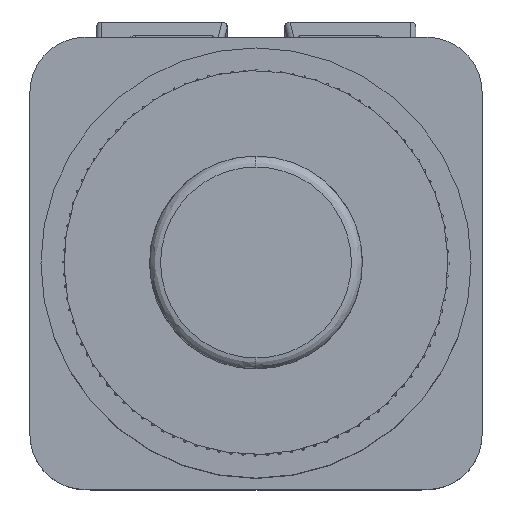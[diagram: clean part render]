
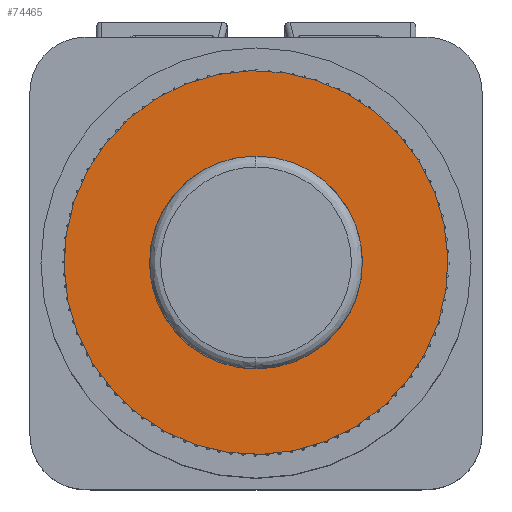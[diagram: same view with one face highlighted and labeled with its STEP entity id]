
A CAD part, top view. The second image highlights one B-rep face of the part: STEP entity #74465.
In plain terms, the highlighted planar face has unit normal (0, 0, 1).
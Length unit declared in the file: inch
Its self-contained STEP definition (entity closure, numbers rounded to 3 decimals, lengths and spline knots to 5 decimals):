
#1396 = ORIENTED_EDGE ( 'NONE', *, *, #76106, .F. ) ;
#6657 = ORIENTED_EDGE ( 'NONE', *, *, #23059, .F. ) ;
#9451 = DIRECTION ( 'NONE',  ( -0.852, -0.524, 0. ) ) ;
#10136 = AXIS2_PLACEMENT_3D ( 'NONE', #71421, #68693, #113950 ) ;
#12270 = AXIS2_PLACEMENT_3D ( 'NONE', #66143, #38157, #100148 ) ;
#14879 = DIRECTION ( 'NONE',  ( -0.852, -0.524, 0. ) ) ;
#15419 = AXIS2_PLACEMENT_3D ( 'NONE', #42664, #51977, #78834 ) ;
#16930 = VERTEX_POINT ( 'NONE', #93846 ) ;
#22338 = VERTEX_POINT ( 'NONE', #41115 ) ;
#23059 = EDGE_CURVE ( 'NONE', #64488, #22338, #53269, .T. ) ;
#24379 = CIRCLE ( 'NONE', #57566, 0.37992 ) ;
#27888 = FACE_BOUND ( 'NONE', #50645, .T. ) ;
#28609 = DIRECTION ( 'NONE',  ( 0., 0., -1. ) ) ;
#32828 = DIRECTION ( 'NONE',  ( 0., 0., -1. ) ) ;
#36789 = CARTESIAN_POINT ( 'NONE',  ( -0.09324, 0.04845, 3.84252 ) ) ;
#37187 = EDGE_CURVE ( 'NONE', #38251, #16930, #103312, .T. ) ;
#38157 = DIRECTION ( 'NONE',  ( 0., 0., -1. ) ) ;
#38251 = VERTEX_POINT ( 'NONE', #89086 ) ;
#41115 = CARTESIAN_POINT ( 'NONE',  ( 0.49036, 0.40719, 3.84252 ) ) ;
#42664 = CARTESIAN_POINT ( 'NONE',  ( -0.09324, 0.04845, 3.84252 ) ) ;
#43515 = CARTESIAN_POINT ( 'NONE',  ( -0.67683, -0.3103, 3.84252 ) ) ;
#50645 = EDGE_LOOP ( 'NONE', ( #64091, #110555 ) ) ;
#51584 = FACE_OUTER_BOUND ( 'NONE', #87877, .T. ) ;
#51977 = DIRECTION ( 'NONE',  ( 0., 0., -1. ) ) ;
#53269 = CIRCLE ( 'NONE', #12270, 0.68504 ) ;
#53990 = CIRCLE ( 'NONE', #100025, 0.68504 ) ;
#57566 = AXIS2_PLACEMENT_3D ( 'NONE', #104580, #32828, #14879 ) ;
#64091 = ORIENTED_EDGE ( 'NONE', *, *, #37187, .T. ) ;
#64488 = VERTEX_POINT ( 'NONE', #43515 ) ;
#66143 = CARTESIAN_POINT ( 'NONE',  ( -0.09324, 0.04845, 3.84252 ) ) ;
#68693 = DIRECTION ( 'NONE',  ( 0., 0., -1. ) ) ;
#71421 = CARTESIAN_POINT ( 'NONE',  ( -0.09324, 0.04845, 3.84252 ) ) ;
#74465 = ADVANCED_FACE ( 'NONE', ( #51584, #27888 ), #87378, .F. ) ;
#76106 = EDGE_CURVE ( 'NONE', #22338, #64488, #53990, .T. ) ;
#78834 = DIRECTION ( 'NONE',  ( -0.852, -0.524, 0. ) ) ;
#87378 = PLANE ( 'NONE',  #10136 ) ;
#87877 = EDGE_LOOP ( 'NONE', ( #6657, #1396 ) ) ;
#89086 = CARTESIAN_POINT ( 'NONE',  ( -0.41689, -0.15051, 3.84252 ) ) ;
#93187 = EDGE_CURVE ( 'NONE', #16930, #38251, #24379, .T. ) ;
#93846 = CARTESIAN_POINT ( 'NONE',  ( 0.23042, 0.24741, 3.84252 ) ) ;
#100025 = AXIS2_PLACEMENT_3D ( 'NONE', #36789, #28609, #9451 ) ;
#100148 = DIRECTION ( 'NONE',  ( -0.852, -0.524, 0. ) ) ;
#103312 = CIRCLE ( 'NONE', #15419, 0.37992 ) ;
#104580 = CARTESIAN_POINT ( 'NONE',  ( -0.09324, 0.04845, 3.84252 ) ) ;
#110555 = ORIENTED_EDGE ( 'NONE', *, *, #93187, .T. ) ;
#113950 = DIRECTION ( 'NONE',  ( 0.852, 0.524, 0. ) ) ;
